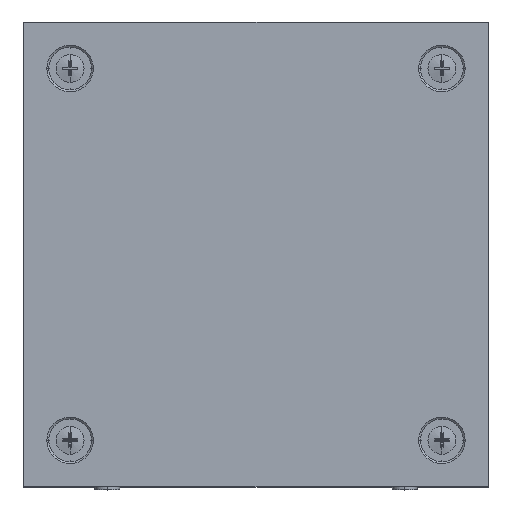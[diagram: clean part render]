
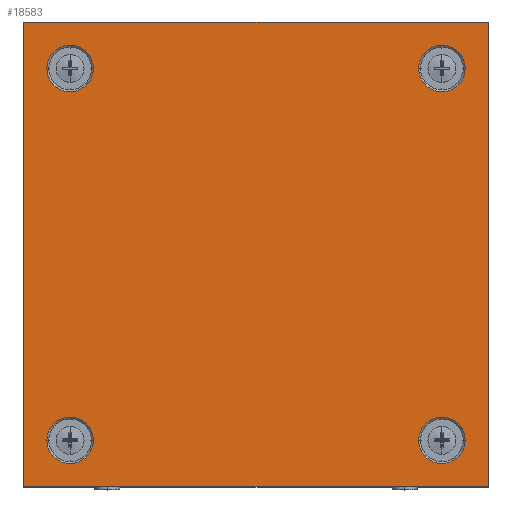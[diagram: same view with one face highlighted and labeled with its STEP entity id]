
A CAD part, top view. The second image highlights one B-rep face of the part: STEP entity #18583.
In plain terms, the highlighted planar face has unit normal (0, 0, 1).
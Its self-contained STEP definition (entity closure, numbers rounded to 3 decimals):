
#66 = EDGE_CURVE ( 'NONE', #21319, #11220, #3078, .T. ) ;
#346 = DIRECTION ( 'NONE',  ( 0., 0., 1. ) ) ;
#384 = FACE_OUTER_BOUND ( 'NONE', #12416, .T. ) ;
#479 = EDGE_CURVE ( 'NONE', #11220, #21319, #21172, .T. ) ;
#946 = EDGE_LOOP ( 'NONE', ( #10094, #3121 ) ) ;
#1079 = VERTEX_POINT ( 'NONE', #21582 ) ;
#1242 = CARTESIAN_POINT ( 'NONE',  ( 22.5, 135., 0. ) ) ;
#1263 = LINE ( 'NONE', #4802, #10702 ) ;
#1905 = ORIENTED_EDGE ( 'NONE', *, *, #8704, .T. ) ;
#2122 = ORIENTED_EDGE ( 'NONE', *, *, #19553, .F. ) ;
#2353 = DIRECTION ( 'NONE',  ( 0., 0., 1. ) ) ;
#3006 = ORIENTED_EDGE ( 'NONE', *, *, #12696, .F. ) ;
#3078 = CIRCLE ( 'NONE', #15706, 7.5 ) ;
#3110 = EDGE_CURVE ( 'NONE', #22065, #13666, #11621, .T. ) ;
#3121 = ORIENTED_EDGE ( 'NONE', *, *, #9764, .F. ) ;
#3267 = CARTESIAN_POINT ( 'NONE',  ( 15., 135., 0. ) ) ;
#3351 = CARTESIAN_POINT ( 'NONE',  ( 127.5, 15., 0. ) ) ;
#3501 = AXIS2_PLACEMENT_3D ( 'NONE', #5840, #3779, #14399 ) ;
#3768 = EDGE_LOOP ( 'NONE', ( #3006, #7017 ) ) ;
#3779 = DIRECTION ( 'NONE',  ( 0., 0., 1. ) ) ;
#3846 = EDGE_LOOP ( 'NONE', ( #20046, #2122 ) ) ;
#4072 = VERTEX_POINT ( 'NONE', #6852 ) ;
#4563 = AXIS2_PLACEMENT_3D ( 'NONE', #20928, #13605, #19207 ) ;
#4802 = CARTESIAN_POINT ( 'NONE',  ( 0., 150., 0. ) ) ;
#5477 = DIRECTION ( 'NONE',  ( 0., 0., -1. ) ) ;
#5840 = CARTESIAN_POINT ( 'NONE',  ( 15., 15., 0. ) ) ;
#5879 = CARTESIAN_POINT ( 'NONE',  ( 135., 135., 0. ) ) ;
#6448 = ORIENTED_EDGE ( 'NONE', *, *, #66, .F. ) ;
#6719 = AXIS2_PLACEMENT_3D ( 'NONE', #17646, #5477, #10396 ) ;
#6852 = CARTESIAN_POINT ( 'NONE',  ( 7.5, 135., 0. ) ) ;
#7017 = ORIENTED_EDGE ( 'NONE', *, *, #19024, .F. ) ;
#7685 = CARTESIAN_POINT ( 'NONE',  ( 150., 150., 0. ) ) ;
#8130 = CARTESIAN_POINT ( 'NONE',  ( 135., 15., 0. ) ) ;
#8198 = DIRECTION ( 'NONE',  ( -1., 0., 0. ) ) ;
#8373 = ORIENTED_EDGE ( 'NONE', *, *, #479, .F. ) ;
#8402 = ORIENTED_EDGE ( 'NONE', *, *, #19344, .T. ) ;
#8541 = AXIS2_PLACEMENT_3D ( 'NONE', #12636, #20980, #15883 ) ;
#8684 = EDGE_CURVE ( 'NONE', #13666, #17069, #1263, .T. ) ;
#8704 = EDGE_CURVE ( 'NONE', #1079, #22065, #8751, .T. ) ;
#8751 = LINE ( 'NONE', #21171, #9300 ) ;
#9245 = DIRECTION ( 'NONE',  ( 1., 0., 0. ) ) ;
#9300 = VECTOR ( 'NONE', #19468, 1000. ) ;
#9764 = EDGE_CURVE ( 'NONE', #18176, #21675, #10341, .T. ) ;
#9879 = CARTESIAN_POINT ( 'NONE',  ( 15., 135., 0. ) ) ;
#10077 = AXIS2_PLACEMENT_3D ( 'NONE', #9879, #16998, #15306 ) ;
#10094 = ORIENTED_EDGE ( 'NONE', *, *, #14373, .F. ) ;
#10149 = DIRECTION ( 'NONE',  ( 0., 0., 1. ) ) ;
#10341 = CIRCLE ( 'NONE', #3501, 7.5 ) ;
#10396 = DIRECTION ( 'NONE',  ( -1., 0., 0. ) ) ;
#10629 = FACE_BOUND ( 'NONE', #3768, .T. ) ;
#10702 = VECTOR ( 'NONE', #8198, 1000. ) ;
#11220 = VERTEX_POINT ( 'NONE', #19212 ) ;
#11621 = LINE ( 'NONE', #13585, #20305 ) ;
#11762 = FACE_BOUND ( 'NONE', #14583, .T. ) ;
#12047 = CARTESIAN_POINT ( 'NONE',  ( 142.5, 15., 0. ) ) ;
#12100 = PLANE ( 'NONE',  #6719 ) ;
#12416 = EDGE_LOOP ( 'NONE', ( #20294, #18622, #8402, #1905 ) ) ;
#12636 = CARTESIAN_POINT ( 'NONE',  ( 135., 15., 0. ) ) ;
#12696 = EDGE_CURVE ( 'NONE', #19741, #4072, #19477, .T. ) ;
#12746 = AXIS2_PLACEMENT_3D ( 'NONE', #14004, #346, #20895 ) ;
#13217 = LINE ( 'NONE', #18175, #14663 ) ;
#13468 = DIRECTION ( 'NONE',  ( 0., 1., 0. ) ) ;
#13585 = CARTESIAN_POINT ( 'NONE',  ( 150., 0., 0. ) ) ;
#13605 = DIRECTION ( 'NONE',  ( 0., 0., 1. ) ) ;
#13666 = VERTEX_POINT ( 'NONE', #7685 ) ;
#14004 = CARTESIAN_POINT ( 'NONE',  ( 15., 15., 0. ) ) ;
#14309 = AXIS2_PLACEMENT_3D ( 'NONE', #8130, #21886, #14789 ) ;
#14335 = CARTESIAN_POINT ( 'NONE',  ( 0., 150., 0. ) ) ;
#14373 = EDGE_CURVE ( 'NONE', #21675, #18176, #17412, .T. ) ;
#14399 = DIRECTION ( 'NONE',  ( 1., 0., 0. ) ) ;
#14583 = EDGE_LOOP ( 'NONE', ( #6448, #8373 ) ) ;
#14663 = VECTOR ( 'NONE', #16907, 1000. ) ;
#14789 = DIRECTION ( 'NONE',  ( 1., 0., 0. ) ) ;
#15306 = DIRECTION ( 'NONE',  ( 1., 0., 0. ) ) ;
#15706 = AXIS2_PLACEMENT_3D ( 'NONE', #5879, #2353, #9245 ) ;
#15795 = DIRECTION ( 'NONE',  ( 1., 0., 0. ) ) ;
#15883 = DIRECTION ( 'NONE',  ( 1., 0., 0. ) ) ;
#16452 = CARTESIAN_POINT ( 'NONE',  ( 7.5, 15., 0. ) ) ;
#16827 = CIRCLE ( 'NONE', #8541, 7.5 ) ;
#16907 = DIRECTION ( 'NONE',  ( 0., -1., 0. ) ) ;
#16998 = DIRECTION ( 'NONE',  ( 0., 0., 1. ) ) ;
#17069 = VERTEX_POINT ( 'NONE', #14335 ) ;
#17198 = FACE_BOUND ( 'NONE', #946, .T. ) ;
#17412 = CIRCLE ( 'NONE', #12746, 7.5 ) ;
#17449 = CARTESIAN_POINT ( 'NONE',  ( 150., 0., 0. ) ) ;
#17548 = CIRCLE ( 'NONE', #18609, 7.5 ) ;
#17646 = CARTESIAN_POINT ( 'NONE',  ( 0., 0., 0. ) ) ;
#18175 = CARTESIAN_POINT ( 'NONE',  ( 0., 0., 0. ) ) ;
#18176 = VERTEX_POINT ( 'NONE', #16452 ) ;
#18583 = ADVANCED_FACE ( 'NONE', ( #20145, #11762, #10629, #17198, #384 ), #12100, .F. ) ;
#18609 = AXIS2_PLACEMENT_3D ( 'NONE', #3267, #10149, #15795 ) ;
#18621 = CIRCLE ( 'NONE', #14309, 7.5 ) ;
#18622 = ORIENTED_EDGE ( 'NONE', *, *, #8684, .T. ) ;
#19024 = EDGE_CURVE ( 'NONE', #4072, #19741, #17548, .T. ) ;
#19207 = DIRECTION ( 'NONE',  ( 1., 0., 0. ) ) ;
#19212 = CARTESIAN_POINT ( 'NONE',  ( 127.5, 135., 0. ) ) ;
#19344 = EDGE_CURVE ( 'NONE', #17069, #1079, #13217, .T. ) ;
#19468 = DIRECTION ( 'NONE',  ( 1., 0., 0. ) ) ;
#19477 = CIRCLE ( 'NONE', #10077, 7.5 ) ;
#19553 = EDGE_CURVE ( 'NONE', #20242, #20234, #16827, .T. ) ;
#19737 = CARTESIAN_POINT ( 'NONE',  ( 22.5, 15., 0. ) ) ;
#19741 = VERTEX_POINT ( 'NONE', #1242 ) ;
#20046 = ORIENTED_EDGE ( 'NONE', *, *, #20116, .F. ) ;
#20116 = EDGE_CURVE ( 'NONE', #20234, #20242, #18621, .T. ) ;
#20145 = FACE_BOUND ( 'NONE', #3846, .T. ) ;
#20234 = VERTEX_POINT ( 'NONE', #12047 ) ;
#20242 = VERTEX_POINT ( 'NONE', #3351 ) ;
#20294 = ORIENTED_EDGE ( 'NONE', *, *, #3110, .T. ) ;
#20305 = VECTOR ( 'NONE', #13468, 1000. ) ;
#20895 = DIRECTION ( 'NONE',  ( 1., 0., 0. ) ) ;
#20928 = CARTESIAN_POINT ( 'NONE',  ( 135., 135., 0. ) ) ;
#20980 = DIRECTION ( 'NONE',  ( 0., 0., 1. ) ) ;
#21171 = CARTESIAN_POINT ( 'NONE',  ( 0., 0., 0. ) ) ;
#21172 = CIRCLE ( 'NONE', #4563, 7.5 ) ;
#21319 = VERTEX_POINT ( 'NONE', #21895 ) ;
#21582 = CARTESIAN_POINT ( 'NONE',  ( 0., 0., 0. ) ) ;
#21675 = VERTEX_POINT ( 'NONE', #19737 ) ;
#21886 = DIRECTION ( 'NONE',  ( 0., 0., 1. ) ) ;
#21895 = CARTESIAN_POINT ( 'NONE',  ( 142.5, 135., 0. ) ) ;
#22065 = VERTEX_POINT ( 'NONE', #17449 ) ;
